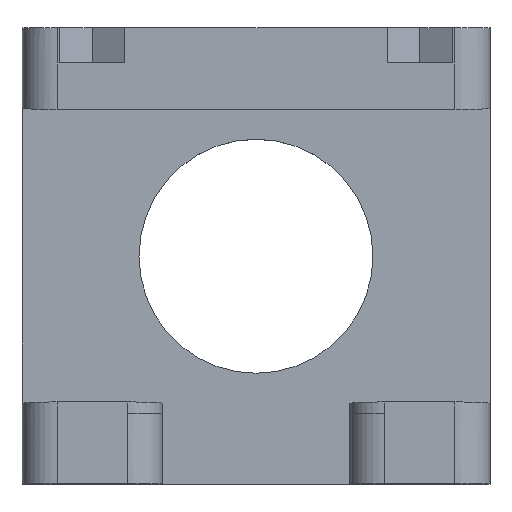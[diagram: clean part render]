
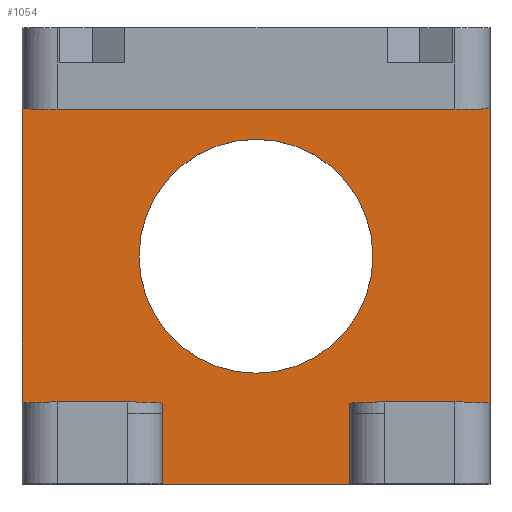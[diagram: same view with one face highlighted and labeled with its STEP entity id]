
A CAD part, top view. The second image highlights one B-rep face of the part: STEP entity #1054.
In plain terms, the highlighted planar face has unit normal (0, 0, 1).
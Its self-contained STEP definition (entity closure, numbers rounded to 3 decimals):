
#47=FACE_BOUND('',#401,.T.);
#91=LINE('',#1603,#203);
#107=LINE('',#1642,#219);
#108=LINE('',#1643,#220);
#109=LINE('',#1645,#221);
#110=LINE('',#1647,#222);
#111=LINE('',#1649,#223);
#112=LINE('',#1651,#224);
#113=LINE('',#1653,#225);
#114=LINE('',#1655,#226);
#115=LINE('',#1656,#227);
#203=VECTOR('',#1280,10.);
#219=VECTOR('',#1322,10.);
#220=VECTOR('',#1323,10.);
#221=VECTOR('',#1324,10.);
#222=VECTOR('',#1325,10.);
#223=VECTOR('',#1326,10.);
#224=VECTOR('',#1327,10.);
#225=VECTOR('',#1328,10.);
#226=VECTOR('',#1329,10.);
#227=VECTOR('',#1330,10.);
#296=PLANE('',#1139);
#339=FACE_OUTER_BOUND('',#400,.T.);
#400=EDGE_LOOP('',(#838,#839,#840,#841,#842,#843,#844,#845,#846,#847,#848));
#401=EDGE_LOOP('',(#849));
#452=CIRCLE('',#1112,10.);
#485=VERTEX_POINT('',#1528);
#514=VERTEX_POINT('',#1600);
#515=VERTEX_POINT('',#1602);
#524=VERTEX_POINT('',#1640);
#525=VERTEX_POINT('',#1641);
#526=VERTEX_POINT('',#1644);
#527=VERTEX_POINT('',#1646);
#528=VERTEX_POINT('',#1648);
#529=VERTEX_POINT('',#1650);
#530=VERTEX_POINT('',#1652);
#531=VERTEX_POINT('',#1654);
#586=EDGE_CURVE('',#485,#485,#452,.T.);
#623=EDGE_CURVE('',#515,#514,#91,.T.);
#641=EDGE_CURVE('',#524,#525,#107,.T.);
#642=EDGE_CURVE('',#525,#515,#108,.T.);
#643=EDGE_CURVE('',#514,#526,#109,.T.);
#644=EDGE_CURVE('',#526,#527,#110,.T.);
#645=EDGE_CURVE('',#528,#526,#111,.T.);
#646=EDGE_CURVE('',#529,#528,#112,.T.);
#647=EDGE_CURVE('',#530,#529,#113,.T.);
#648=EDGE_CURVE('',#530,#531,#114,.T.);
#649=EDGE_CURVE('',#531,#524,#115,.T.);
#838=ORIENTED_EDGE('',*,*,#641,.T.);
#839=ORIENTED_EDGE('',*,*,#642,.T.);
#840=ORIENTED_EDGE('',*,*,#623,.T.);
#841=ORIENTED_EDGE('',*,*,#643,.T.);
#842=ORIENTED_EDGE('',*,*,#644,.T.);
#843=ORIENTED_EDGE('',*,*,#644,.F.);
#844=ORIENTED_EDGE('',*,*,#645,.F.);
#845=ORIENTED_EDGE('',*,*,#646,.F.);
#846=ORIENTED_EDGE('',*,*,#647,.F.);
#847=ORIENTED_EDGE('',*,*,#648,.T.);
#848=ORIENTED_EDGE('',*,*,#649,.T.);
#849=ORIENTED_EDGE('',*,*,#586,.T.);
#1054=ADVANCED_FACE('',(#339,#47),#296,.T.);
#1112=AXIS2_PLACEMENT_3D('',#1530,#1222,#1223);
#1139=AXIS2_PLACEMENT_3D('',#1639,#1320,#1321);
#1222=DIRECTION('center_axis',(0.,0.,-1.));
#1223=DIRECTION('ref_axis',(1.,0.,0.));
#1280=DIRECTION('',(0.,-1.,0.));
#1320=DIRECTION('center_axis',(0.,0.,1.));
#1321=DIRECTION('ref_axis',(1.,0.,0.));
#1322=DIRECTION('',(0.,1.,0.));
#1323=DIRECTION('',(-1.,0.,0.));
#1324=DIRECTION('',(1.,0.,0.));
#1325=DIRECTION('',(1.,0.,0.));
#1326=DIRECTION('',(0.,1.,0.));
#1327=DIRECTION('',(-1.,0.,0.));
#1328=DIRECTION('',(0.,-1.,0.));
#1329=DIRECTION('',(1.,0.,0.));
#1330=DIRECTION('',(1.,0.,0.));
#1528=CARTESIAN_POINT('',(-17.805,19.5,0.));
#1530=CARTESIAN_POINT('Origin',(-7.805,19.5,0.));
#1600=CARTESIAN_POINT('',(-27.805,6.,0.));
#1602=CARTESIAN_POINT('',(-27.805,33.,0.));
#1603=CARTESIAN_POINT('',(-27.805,39.,0.));
#1639=CARTESIAN_POINT('Origin',(-7.805,19.5,0.));
#1640=CARTESIAN_POINT('',(12.195,6.,0.));
#1641=CARTESIAN_POINT('',(12.195,33.,0.));
#1642=CARTESIAN_POINT('',(12.195,0.,0.));
#1643=CARTESIAN_POINT('',(-17.805,33.,0.));
#1644=CARTESIAN_POINT('',(-15.805,6.,0.));
#1645=CARTESIAN_POINT('',(-11.805,6.,0.));
#1646=CARTESIAN_POINT('',(-15.8,6.,0.));
#1647=CARTESIAN_POINT('',(-27.805,6.,0.));
#1648=CARTESIAN_POINT('',(-15.805,0.,0.));
#1649=CARTESIAN_POINT('',(-15.805,6.,0.));
#1650=CARTESIAN_POINT('',(0.195,0.,0.));
#1651=CARTESIAN_POINT('',(-27.805,0.,0.));
#1652=CARTESIAN_POINT('',(0.195,6.,0.));
#1653=CARTESIAN_POINT('',(0.195,3.,0.));
#1654=CARTESIAN_POINT('',(0.2,6.,0.));
#1655=CARTESIAN_POINT('',(2.195,6.,0.));
#1656=CARTESIAN_POINT('',(2.195,6.,0.));
